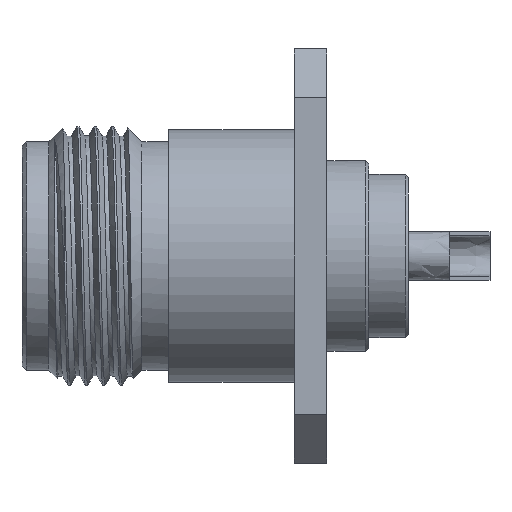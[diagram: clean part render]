
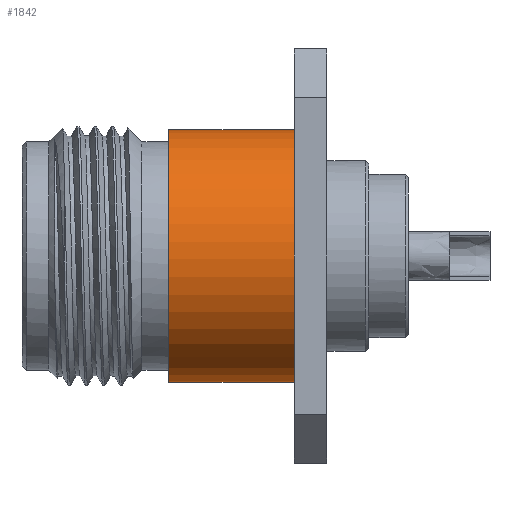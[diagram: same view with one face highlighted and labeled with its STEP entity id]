
A CAD part, left-side view. The second image highlights one B-rep face of the part: STEP entity #1842.
In plain terms, the highlighted free-form (B-spline) face has degree [2, 1] with [5, 2] control points.
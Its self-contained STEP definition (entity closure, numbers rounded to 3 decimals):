
#1031 = VERTEX_POINT('',#1032);
#1032 = CARTESIAN_POINT('',(0.,10.948,
    8.747));
#1033 = VERTEX_POINT('',#1034);
#1034 = CARTESIAN_POINT('',(0.,10.948,-8.747));
#1042 = EDGE_CURVE('',#1031,#1043,#1045,.T.);
#1043 = VERTEX_POINT('',#1044);
#1044 = CARTESIAN_POINT('',(0.,2.257,
    8.747));
#1045 = B_SPLINE_CURVE_WITH_KNOTS('',1,(#1046,#1047),.UNSPECIFIED.,.F.,
  .F.,(2,2),(-0.,7.7),.PIECEWISE_BEZIER_KNOTS.);
#1046 = CARTESIAN_POINT('',(0.,10.948,
    8.747));
#1047 = CARTESIAN_POINT('',(0.,2.257,
    8.747));
#1050 = VERTEX_POINT('',#1051);
#1051 = CARTESIAN_POINT('',(0.,2.257,-8.747));
#1059 = EDGE_CURVE('',#1033,#1050,#1060,.T.);
#1060 = B_SPLINE_CURVE_WITH_KNOTS('',1,(#1061,#1062),.UNSPECIFIED.,.F.,
  .F.,(2,2),(-0.,7.7),.PIECEWISE_BEZIER_KNOTS.);
#1061 = CARTESIAN_POINT('',(0.,10.948,-8.747));
#1062 = CARTESIAN_POINT('',(0.,2.257,-8.747));
#1495 = EDGE_CURVE('',#1050,#1043,#1496,.T.);
#1496 = ( BOUNDED_CURVE() B_SPLINE_CURVE(2,(#1497,#1498,#1499,#1500,
#1501),.UNSPECIFIED.,.F.,.F.) B_SPLINE_CURVE_WITH_KNOTS((3,2,3),(
    3.142,4.712,6.283),
.PIECEWISE_BEZIER_KNOTS.) CURVE() GEOMETRIC_REPRESENTATION_ITEM() 
RATIONAL_B_SPLINE_CURVE((1.,0.707,1.,0.707,1.)) 
REPRESENTATION_ITEM('') );
#1497 = CARTESIAN_POINT('',(0.,2.257,
    -8.747));
#1498 = CARTESIAN_POINT('',(-8.747,2.257,
    -8.747));
#1499 = CARTESIAN_POINT('',(-8.747,2.257,
    0.));
#1500 = CARTESIAN_POINT('',(-8.747,2.257,
    8.747));
#1501 = CARTESIAN_POINT('',(0.,2.257,
    8.747));
#1842 = ADVANCED_FACE('',(#1843),#1856,.T.);
#1843 = FACE_BOUND('',#1844,.T.);
#1844 = EDGE_LOOP('',(#1845,#1846,#1854,#1855));
#1845 = ORIENTED_EDGE('',*,*,#1042,.F.);
#1846 = ORIENTED_EDGE('',*,*,#1847,.F.);
#1847 = EDGE_CURVE('',#1033,#1031,#1848,.T.);
#1848 = ( BOUNDED_CURVE() B_SPLINE_CURVE(2,(#1849,#1850,#1851,#1852,
#1853),.UNSPECIFIED.,.F.,.F.) B_SPLINE_CURVE_WITH_KNOTS((3,2,3),(
    3.142,4.712,6.283),
.PIECEWISE_BEZIER_KNOTS.) CURVE() GEOMETRIC_REPRESENTATION_ITEM() 
RATIONAL_B_SPLINE_CURVE((1.,0.707,1.,0.707,1.)) 
REPRESENTATION_ITEM('') );
#1849 = CARTESIAN_POINT('',(0.,10.948,
    -8.747));
#1850 = CARTESIAN_POINT('',(-8.747,10.948,
    -8.747));
#1851 = CARTESIAN_POINT('',(-8.747,10.948,
    0.));
#1852 = CARTESIAN_POINT('',(-8.747,10.948,
    8.747));
#1853 = CARTESIAN_POINT('',(0.,10.948,
    8.747));
#1854 = ORIENTED_EDGE('',*,*,#1059,.T.);
#1855 = ORIENTED_EDGE('',*,*,#1495,.T.);
#1856 = ( BOUNDED_SURFACE() B_SPLINE_SURFACE(2,1,(
    (#1857,#1858)
    ,(#1859,#1860)
    ,(#1861,#1862)
    ,(#1863,#1864)
    ,(#1865,#1866
)),.UNSPECIFIED.,.F.,.F.,.F.) B_SPLINE_SURFACE_WITH_KNOTS((3,2,3),(2,2),
  (3.142,4.712,6.283),(0.,7.7),
.PIECEWISE_BEZIER_KNOTS.) GEOMETRIC_REPRESENTATION_ITEM() 
RATIONAL_B_SPLINE_SURFACE((
    (1.,1.)
    ,(0.707,0.707)
    ,(1.,1.)
    ,(0.707,0.707)
,(1.,1.))) REPRESENTATION_ITEM('') SURFACE() );
#1857 = CARTESIAN_POINT('',(0.,10.948,
    8.747));
#1858 = CARTESIAN_POINT('',(0.,2.257,
    8.747));
#1859 = CARTESIAN_POINT('',(-8.747,10.948,
    8.747));
#1860 = CARTESIAN_POINT('',(-8.747,2.257,
    8.747));
#1861 = CARTESIAN_POINT('',(-8.747,10.948,
    0.));
#1862 = CARTESIAN_POINT('',(-8.747,2.257,
    0.));
#1863 = CARTESIAN_POINT('',(-8.747,10.948,
    -8.747));
#1864 = CARTESIAN_POINT('',(-8.747,2.257,
    -8.747));
#1865 = CARTESIAN_POINT('',(0.,10.948,
    -8.747));
#1866 = CARTESIAN_POINT('',(0.,2.257,
    -8.747));
